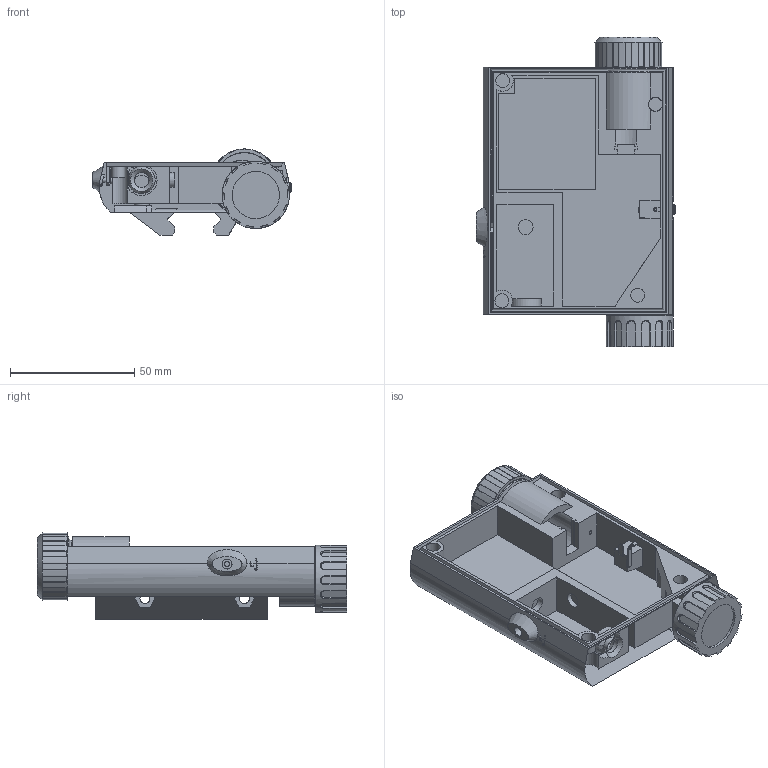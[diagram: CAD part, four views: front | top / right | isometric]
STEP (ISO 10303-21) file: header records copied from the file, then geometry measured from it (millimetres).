
FILE_DESCRIPTION(/* description */ (''),/* implementation_level */ '2;1');
FILE_NAME(/* name */ 'GAL.step',/* time_stamp */ '2022-11-18T13:37:04-05:00',/* author */ (''),/* organization */ (''),/* preprocessor_version */ 'ST-DEVELOPER v19.2',/* originating_system */ 'Autodesk Translation Framework v11.17.0.187',/* authorisation */ '');
FILE_SCHEMA (('AUTOMOTIVE_DESIGN { 1 0 10303 214 3 1 1 }'));
Length unit declared in the file: millimetre
Products named in the file (10): GAL; Lens Cap; LED Lens v4; Lens; LED; GAL Body_CR123A_with_Rotary; Battery Cover; GAL Rail Mount; PCB_Stand_in; MJ-2508 - 2.5mm Jack v2
Assembly tree (9 placements, depth 3):
  GAL
    Lens Cap
    LED Lens v4
      Lens
      LED
    GAL Body_CR123A_with_Rotary
      Battery Cover
      GAL Rail Mount
      PCB_Stand_in
      MJ-2508 - 2.5mm Jack v2
Bounding box: 80.15 x 124.5 x 34.63 mm (x, y, z)
Volume: 83821.9 mm3; surface area: 53634.5 mm2
Topology: 15 solids, 15 shells, 567 faces, 1514 edges, 991 vertices
Faces by surface type: plane 393, cylinder 115, cone 42, bspline 16, sphere 1
Full cylindrical faces by diameter (mm): 0.9 x2, 1.25 x1, 1.5 x1, 2 x2, 2.6 x1, 3 x1, 4 x6, 5.5 x2, 5.6 x4, 6 x5, 7.2 x2, 7.75 x1, 18 x1, 18.5 x1, 19 x1, 20 x1, 22 x1, 22.132 x7, 22.526 x9, 23.85 x8, 24.208 x8, 27 x1
Entity records: 24583 total; most frequent: CARTESIAN_POINT 10077, ORIENTED_EDGE 3024, DIRECTION 2840, EDGE_CURVE 1512, LINE 1018, VECTOR 1018, VERTEX_POINT 991, AXIS2_PLACEMENT_3D 911
